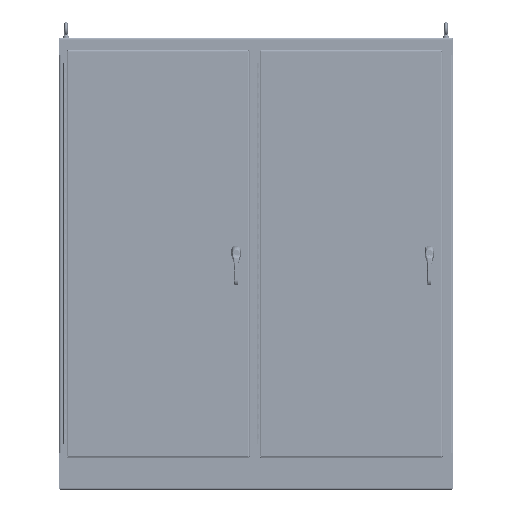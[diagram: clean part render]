
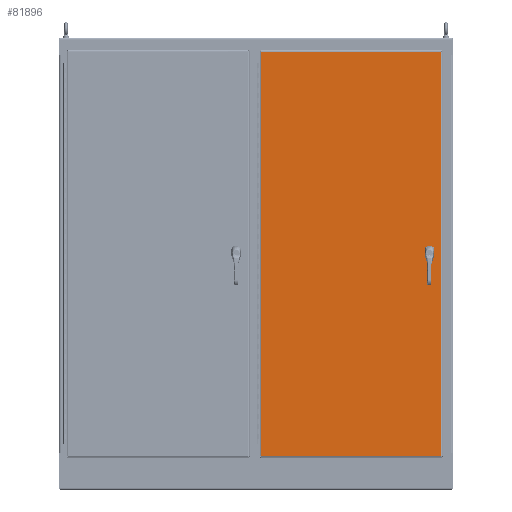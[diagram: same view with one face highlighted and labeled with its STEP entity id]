
A CAD part, top view. The second image highlights one B-rep face of the part: STEP entity #81896.
In plain terms, the highlighted planar face has unit normal (0, 0, 1).
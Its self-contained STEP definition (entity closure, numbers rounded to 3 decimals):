
#3972=FACE_BOUND('',#13077,.T.);
#3973=FACE_BOUND('',#13078,.T.);
#3974=FACE_BOUND('',#13079,.T.);
#3975=FACE_BOUND('',#13080,.T.);
#5135=PLANE('',#90086);
#8114=FACE_OUTER_BOUND('',#13076,.T.);
#13076=EDGE_LOOP('',(#61394,#61395,#61396,#61397));
#13077=EDGE_LOOP('',(#61398,#61399,#61400,#61401,#61402,#61403,#61404,#61405));
#13078=EDGE_LOOP('',(#61406));
#13079=EDGE_LOOP('',(#61407));
#13080=EDGE_LOOP('',(#61408));
#17959=CIRCLE('',#90045,0.453);
#17961=CIRCLE('',#90049,0.453);
#17963=CIRCLE('',#90053,0.453);
#17965=CIRCLE('',#90057,0.453);
#17966=CIRCLE('',#90059,0.14);
#17968=CIRCLE('',#90062,0.14);
#17970=CIRCLE('',#90065,0.14);
#22915=LINE('',#158576,#29041);
#22919=LINE('',#158588,#29045);
#22923=LINE('',#158600,#29049);
#22927=LINE('',#158612,#29053);
#22959=LINE('',#158849,#29085);
#22967=LINE('',#158912,#29093);
#22981=LINE('',#159122,#29107);
#22982=LINE('',#159124,#29108);
#29041=VECTOR('',#104369,0.394);
#29045=VECTOR('',#104381,0.394);
#29049=VECTOR('',#104393,0.394);
#29053=VECTOR('',#104405,0.394);
#29085=VECTOR('',#104479,0.394);
#29093=VECTOR('',#104495,0.394);
#29107=VECTOR('',#104521,0.394);
#29108=VECTOR('',#104524,0.394);
#35701=VERTEX_POINT('',#158573);
#35702=VERTEX_POINT('',#158575);
#35704=VERTEX_POINT('',#158581);
#35706=VERTEX_POINT('',#158587);
#35708=VERTEX_POINT('',#158593);
#35710=VERTEX_POINT('',#158599);
#35712=VERTEX_POINT('',#158605);
#35714=VERTEX_POINT('',#158611);
#35715=VERTEX_POINT('',#158618);
#35717=VERTEX_POINT('',#158624);
#35719=VERTEX_POINT('',#158630);
#35739=VERTEX_POINT('',#158714);
#35744=VERTEX_POINT('',#158798);
#35746=VERTEX_POINT('',#158838);
#35753=VERTEX_POINT('',#158911);
#44885=EDGE_CURVE('',#35702,#35701,#22915,.T.);
#44888=EDGE_CURVE('',#35704,#35702,#17959,.T.);
#44891=EDGE_CURVE('',#35706,#35704,#22919,.T.);
#44894=EDGE_CURVE('',#35708,#35706,#17961,.T.);
#44897=EDGE_CURVE('',#35710,#35708,#22923,.T.);
#44900=EDGE_CURVE('',#35712,#35710,#17963,.T.);
#44903=EDGE_CURVE('',#35714,#35712,#22927,.T.);
#44906=EDGE_CURVE('',#35701,#35714,#17965,.T.);
#44907=EDGE_CURVE('',#35715,#35715,#17966,.T.);
#44910=EDGE_CURVE('',#35717,#35717,#17968,.T.);
#44913=EDGE_CURVE('',#35719,#35719,#17970,.T.);
#44951=EDGE_CURVE('',#35744,#35746,#22959,.T.);
#44962=EDGE_CURVE('',#35753,#35739,#22967,.T.);
#44986=EDGE_CURVE('',#35739,#35744,#22981,.T.);
#44987=EDGE_CURVE('',#35746,#35753,#22982,.T.);
#61394=ORIENTED_EDGE('',*,*,#44986,.T.);
#61395=ORIENTED_EDGE('',*,*,#44951,.T.);
#61396=ORIENTED_EDGE('',*,*,#44987,.T.);
#61397=ORIENTED_EDGE('',*,*,#44962,.T.);
#61398=ORIENTED_EDGE('',*,*,#44885,.T.);
#61399=ORIENTED_EDGE('',*,*,#44906,.T.);
#61400=ORIENTED_EDGE('',*,*,#44903,.T.);
#61401=ORIENTED_EDGE('',*,*,#44900,.T.);
#61402=ORIENTED_EDGE('',*,*,#44897,.T.);
#61403=ORIENTED_EDGE('',*,*,#44894,.T.);
#61404=ORIENTED_EDGE('',*,*,#44891,.T.);
#61405=ORIENTED_EDGE('',*,*,#44888,.T.);
#61406=ORIENTED_EDGE('',*,*,#44907,.T.);
#61407=ORIENTED_EDGE('',*,*,#44910,.T.);
#61408=ORIENTED_EDGE('',*,*,#44913,.T.);
#81896=ADVANCED_FACE('',(#8114,#3972,#3973,#3974,#3975),#5135,.T.);
#90045=AXIS2_PLACEMENT_3D('',#158582,#104375,#104376);
#90049=AXIS2_PLACEMENT_3D('',#158594,#104387,#104388);
#90053=AXIS2_PLACEMENT_3D('',#158606,#104399,#104400);
#90057=AXIS2_PLACEMENT_3D('',#158616,#104411,#104412);
#90059=AXIS2_PLACEMENT_3D('',#158619,#104415,#104416);
#90062=AXIS2_PLACEMENT_3D('',#158625,#104422,#104423);
#90065=AXIS2_PLACEMENT_3D('',#158631,#104429,#104430);
#90086=AXIS2_PLACEMENT_3D('',#159123,#104522,#104523);
#104369=DIRECTION('',(0.,1.,0.));
#104375=DIRECTION('center_axis',(0.,0.,-1.));
#104376=DIRECTION('ref_axis',(-0.882,-0.471,0.));
#104381=DIRECTION('',(-1.,0.,0.));
#104387=DIRECTION('center_axis',(0.,0.,-1.));
#104388=DIRECTION('ref_axis',(0.471,-0.882,0.));
#104393=DIRECTION('',(0.,-1.,0.));
#104399=DIRECTION('center_axis',(0.,0.,-1.));
#104400=DIRECTION('ref_axis',(0.882,0.471,0.));
#104405=DIRECTION('',(1.,0.,0.));
#104411=DIRECTION('center_axis',(0.,0.,-1.));
#104412=DIRECTION('ref_axis',(-0.471,0.882,0.));
#104415=DIRECTION('center_axis',(0.,0.,-1.));
#104416=DIRECTION('ref_axis',(-1.,0.,0.));
#104422=DIRECTION('center_axis',(0.,0.,-1.));
#104423=DIRECTION('ref_axis',(-1.,0.,0.));
#104429=DIRECTION('center_axis',(0.,0.,-1.));
#104430=DIRECTION('ref_axis',(-1.,0.,0.));
#104479=DIRECTION('',(1.,0.,0.));
#104495=DIRECTION('',(-1.,0.,0.));
#104521=DIRECTION('',(0.,-1.,0.));
#104522=DIRECTION('center_axis',(0.,0.,1.));
#104523=DIRECTION('ref_axis',(1.,0.,0.));
#104524=DIRECTION('',(0.,1.,0.));
#158573=CARTESIAN_POINT('',(15.163,0.214,0.134));
#158575=CARTESIAN_POINT('',(15.163,-0.214,0.134));
#158576=CARTESIAN_POINT('',(15.163,0.107,0.134));
#158581=CARTESIAN_POINT('',(15.349,-0.4,0.134));
#158582=CARTESIAN_POINT('Origin',(15.563,0.,0.134));
#158587=CARTESIAN_POINT('',(15.776,-0.4,0.134));
#158588=CARTESIAN_POINT('',(7.674,-0.399,0.134));
#158593=CARTESIAN_POINT('',(15.962,-0.214,0.134));
#158594=CARTESIAN_POINT('Origin',(15.562,0.,
0.134));
#158599=CARTESIAN_POINT('',(15.962,0.214,0.134));
#158600=CARTESIAN_POINT('',(15.962,-0.107,0.134));
#158605=CARTESIAN_POINT('',(15.776,0.399,0.134));
#158606=CARTESIAN_POINT('Origin',(15.562,0.,
0.134));
#158611=CARTESIAN_POINT('',(15.349,0.4,0.134));
#158612=CARTESIAN_POINT('',(7.888,0.4,0.134));
#158616=CARTESIAN_POINT('Origin',(15.563,0.,
0.134));
#158618=CARTESIAN_POINT('',(15.702,0.885,0.134));
#158619=CARTESIAN_POINT('Origin',(15.562,0.885,0.134));
#158624=CARTESIAN_POINT('',(15.702,-0.886,0.134));
#158625=CARTESIAN_POINT('Origin',(15.562,-0.886,0.134));
#158630=CARTESIAN_POINT('',(15.702,-1.378,0.134));
#158631=CARTESIAN_POINT('Origin',(15.562,-1.378,0.134));
#158714=CARTESIAN_POINT('',(-17.975,40.241,0.134));
#158798=CARTESIAN_POINT('',(-17.975,-40.241,0.134));
#158838=CARTESIAN_POINT('',(17.866,-40.241,0.134));
#158849=CARTESIAN_POINT('',(-9.125,-40.241,0.134));
#158911=CARTESIAN_POINT('',(17.866,40.241,0.134));
#158912=CARTESIAN_POINT('',(8.933,40.241,0.134));
#159122=CARTESIAN_POINT('',(-17.975,20.121,0.134));
#159123=CARTESIAN_POINT('Origin',(0.,0.,
0.134));
#159124=CARTESIAN_POINT('',(17.866,-20.121,0.134));
